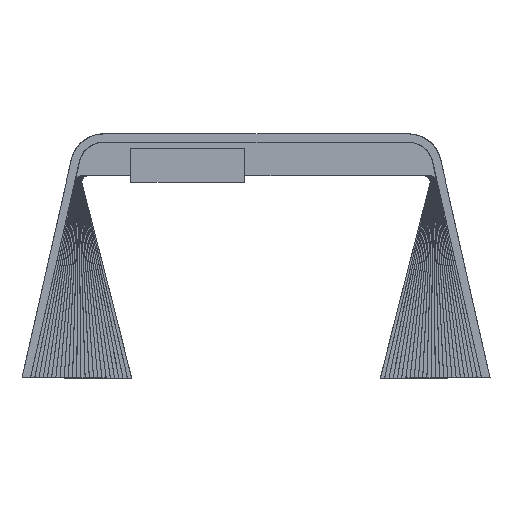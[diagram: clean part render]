
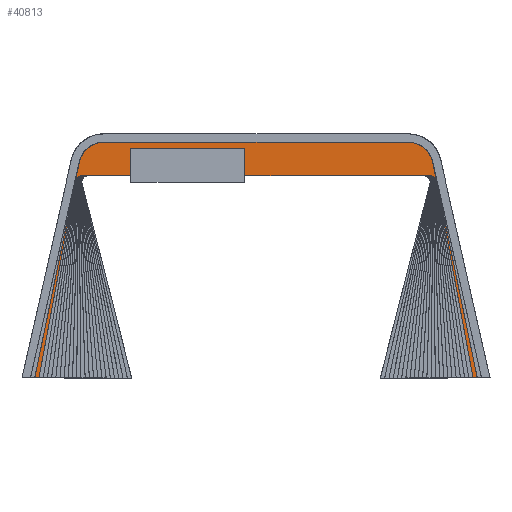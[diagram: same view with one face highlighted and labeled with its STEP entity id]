
A CAD part, top view. The second image highlights one B-rep face of the part: STEP entity #40813.
In plain terms, the highlighted free-form (B-spline) face has degree [1, 1] with [2, 2] control points.
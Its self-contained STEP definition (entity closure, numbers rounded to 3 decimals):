
#40426 = VERTEX_POINT('',#40427);
#40427 = CARTESIAN_POINT('',(1000.093,-1082.621,
    -53.408));
#40813 = ADVANCED_FACE('',(#40814),#40946,.T.);
#40814 = FACE_BOUND('',#40815,.T.);
#40815 = EDGE_LOOP('',(#40816,#40825,#40833,#40840,#40847,#40855,#40862,
    #40870,#40877,#40884,#40892,#40899,#40904,#40911,#40919,#40926,
    #40934,#40941));
#40816 = ORIENTED_EDGE('',*,*,#40817,.T.);
#40817 = EDGE_CURVE('',#40818,#40820,#40822,.T.);
#40818 = VERTEX_POINT('',#40819);
#40819 = CARTESIAN_POINT('',(-963.118,-1082.621,
    -53.408));
#40820 = VERTEX_POINT('',#40821);
#40821 = CARTESIAN_POINT('',(-800.244,-209.605,
    -53.408));
#40822 = B_SPLINE_CURVE_WITH_KNOTS('',1,(#40823,#40824),.UNSPECIFIED.,
  .F.,.F.,(2,2),(-598.617,0.),.PIECEWISE_BEZIER_KNOTS.);
#40823 = CARTESIAN_POINT('',(-963.118,-1082.621,
    -53.408));
#40824 = CARTESIAN_POINT('',(-800.244,-209.605,
    -53.408));
#40825 = ORIENTED_EDGE('',*,*,#40826,.T.);
#40826 = EDGE_CURVE('',#40820,#40827,#40829,.T.);
#40827 = VERTEX_POINT('',#40828);
#40828 = CARTESIAN_POINT('',(-770.712,-185.073,
    -53.408));
#40829 = ( BOUNDED_CURVE() B_SPLINE_CURVE(2,(#40830,#40831,#40832),
.UNSPECIFIED.,.F.,.F.) B_SPLINE_CURVE_WITH_KNOTS((3,3),(3.326,
4.712),.PIECEWISE_BEZIER_KNOTS.) CURVE() 
GEOMETRIC_REPRESENTATION_ITEM() RATIONAL_B_SPLINE_CURVE((1.,
0.769,1.)) REPRESENTATION_ITEM('') );
#40830 = CARTESIAN_POINT('',(-800.244,-209.605,
    -53.408));
#40831 = CARTESIAN_POINT('',(-795.667,-185.073,
    -53.408));
#40832 = CARTESIAN_POINT('',(-770.712,-185.073,
    -53.408));
#40833 = ORIENTED_EDGE('',*,*,#40834,.T.);
#40834 = EDGE_CURVE('',#40827,#40835,#40837,.T.);
#40835 = VERTEX_POINT('',#40836);
#40836 = CARTESIAN_POINT('',(-526.288,-185.073,
    -53.408));
#40837 = B_SPLINE_CURVE_WITH_KNOTS('',1,(#40838,#40839),.UNSPECIFIED.,
  .F.,.F.,(2,2),(-64.344,100.412),
  .PIECEWISE_BEZIER_KNOTS.);
#40838 = CARTESIAN_POINT('',(-770.712,-185.073,
    -53.408));
#40839 = CARTESIAN_POINT('',(-526.288,-185.073,
    -53.408));
#40840 = ORIENTED_EDGE('',*,*,#40841,.T.);
#40841 = EDGE_CURVE('',#40835,#40842,#40844,.T.);
#40842 = VERTEX_POINT('',#40843);
#40843 = CARTESIAN_POINT('',(-526.288,-67.131,
    -53.408));
#40844 = B_SPLINE_CURVE_WITH_KNOTS('',1,(#40845,#40846),.UNSPECIFIED.,
  .F.,.F.,(2,2),(-24.75,54.75),.PIECEWISE_BEZIER_KNOTS.);
#40845 = CARTESIAN_POINT('',(-526.288,-185.073,
    -53.408));
#40846 = CARTESIAN_POINT('',(-526.288,-67.131,
    -53.408));
#40847 = ORIENTED_EDGE('',*,*,#40848,.F.);
#40848 = EDGE_CURVE('',#40849,#40842,#40851,.T.);
#40849 = VERTEX_POINT('',#40850);
#40850 = CARTESIAN_POINT('',(-525.546,-66.389,
    -53.408));
#40851 = ( BOUNDED_CURVE() B_SPLINE_CURVE(2,(#40852,#40853,#40854),
.UNSPECIFIED.,.F.,.F.) B_SPLINE_CURVE_WITH_KNOTS((3,3),(1.571,
3.142),.PIECEWISE_BEZIER_KNOTS.) CURVE() 
GEOMETRIC_REPRESENTATION_ITEM() RATIONAL_B_SPLINE_CURVE((1.,
0.707,1.)) REPRESENTATION_ITEM('') );
#40852 = CARTESIAN_POINT('',(-525.546,-66.389,
    -53.408));
#40853 = CARTESIAN_POINT('',(-526.288,-66.389,
    -53.408));
#40854 = CARTESIAN_POINT('',(-526.288,-67.131,
    -53.408));
#40855 = ORIENTED_EDGE('',*,*,#40856,.T.);
#40856 = EDGE_CURVE('',#40849,#40857,#40859,.T.);
#40857 = VERTEX_POINT('',#40858);
#40858 = CARTESIAN_POINT('',(-81.223,-66.389,
    -53.408));
#40859 = B_SPLINE_CURVE_WITH_KNOTS('',1,(#40860,#40861),.UNSPECIFIED.,
  .F.,.F.,(2,2),(100.912,400.412),.PIECEWISE_BEZIER_KNOTS.);
#40860 = CARTESIAN_POINT('',(-525.546,-66.389,
    -53.408));
#40861 = CARTESIAN_POINT('',(-81.223,-66.389,
    -53.408));
#40862 = ORIENTED_EDGE('',*,*,#40863,.F.);
#40863 = EDGE_CURVE('',#40864,#40857,#40866,.T.);
#40864 = VERTEX_POINT('',#40865);
#40865 = CARTESIAN_POINT('',(-80.481,-67.131,
    -53.408));
#40866 = ( BOUNDED_CURVE() B_SPLINE_CURVE(2,(#40867,#40868,#40869),
.UNSPECIFIED.,.F.,.F.) B_SPLINE_CURVE_WITH_KNOTS((3,3),(0.,
1.571),.PIECEWISE_BEZIER_KNOTS.) CURVE() 
GEOMETRIC_REPRESENTATION_ITEM() RATIONAL_B_SPLINE_CURVE((1.,
0.707,1.)) REPRESENTATION_ITEM('') );
#40867 = CARTESIAN_POINT('',(-80.481,-67.131,
    -53.408));
#40868 = CARTESIAN_POINT('',(-80.481,-66.389,
    -53.408));
#40869 = CARTESIAN_POINT('',(-81.223,-66.389,
    -53.408));
#40870 = ORIENTED_EDGE('',*,*,#40871,.T.);
#40871 = EDGE_CURVE('',#40864,#40872,#40874,.T.);
#40872 = VERTEX_POINT('',#40873);
#40873 = CARTESIAN_POINT('',(-80.481,-185.073,
    -53.408));
#40874 = B_SPLINE_CURVE_WITH_KNOTS('',1,(#40875,#40876),.UNSPECIFIED.,
  .F.,.F.,(2,2),(-54.75,24.75),.PIECEWISE_BEZIER_KNOTS.);
#40875 = CARTESIAN_POINT('',(-80.481,-67.131,
    -53.408));
#40876 = CARTESIAN_POINT('',(-80.481,-185.073,
    -53.408));
#40877 = ORIENTED_EDGE('',*,*,#40878,.T.);
#40878 = EDGE_CURVE('',#40872,#40879,#40881,.T.);
#40879 = VERTEX_POINT('',#40880);
#40880 = CARTESIAN_POINT('',(770.712,-185.073,
    -53.408));
#40881 = B_SPLINE_CURVE_WITH_KNOTS('',1,(#40882,#40883),.UNSPECIFIED.,
  .F.,.F.,(2,2),(400.912,974.665),
  .PIECEWISE_BEZIER_KNOTS.);
#40882 = CARTESIAN_POINT('',(-80.481,-185.073,
    -53.408));
#40883 = CARTESIAN_POINT('',(770.712,-185.073,
    -53.408));
#40884 = ORIENTED_EDGE('',*,*,#40885,.T.);
#40885 = EDGE_CURVE('',#40879,#40886,#40888,.T.);
#40886 = VERTEX_POINT('',#40887);
#40887 = CARTESIAN_POINT('',(800.244,-209.605,
    -53.408));
#40888 = ( BOUNDED_CURVE() B_SPLINE_CURVE(2,(#40889,#40890,#40891),
.UNSPECIFIED.,.F.,.F.) B_SPLINE_CURVE_WITH_KNOTS((3,3),(4.712,
6.099),.PIECEWISE_BEZIER_KNOTS.) CURVE() 
GEOMETRIC_REPRESENTATION_ITEM() RATIONAL_B_SPLINE_CURVE((1.,
0.769,1.)) REPRESENTATION_ITEM('') );
#40889 = CARTESIAN_POINT('',(770.712,-185.073,
    -53.408));
#40890 = CARTESIAN_POINT('',(795.667,-185.073,
    -53.408));
#40891 = CARTESIAN_POINT('',(800.244,-209.605,
    -53.408));
#40892 = ORIENTED_EDGE('',*,*,#40893,.T.);
#40893 = EDGE_CURVE('',#40886,#40894,#40896,.T.);
#40894 = VERTEX_POINT('',#40895);
#40895 = CARTESIAN_POINT('',(963.118,-1082.621,
    -53.408));
#40896 = B_SPLINE_CURVE_WITH_KNOTS('',1,(#40897,#40898),.UNSPECIFIED.,
  .F.,.F.,(2,2),(-598.825,-0.208),
  .PIECEWISE_BEZIER_KNOTS.);
#40897 = CARTESIAN_POINT('',(800.244,-209.605,
    -53.408));
#40898 = CARTESIAN_POINT('',(963.118,-1082.621,
    -53.408));
#40899 = ORIENTED_EDGE('',*,*,#40900,.T.);
#40900 = EDGE_CURVE('',#40894,#40426,#40901,.T.);
#40901 = B_SPLINE_CURVE_WITH_KNOTS('',1,(#40902,#40903),.UNSPECIFIED.,
  .F.,.F.,(2,2),(-25.224,-0.301),
  .PIECEWISE_BEZIER_KNOTS.);
#40902 = CARTESIAN_POINT('',(963.118,-1082.621,
    -53.408));
#40903 = CARTESIAN_POINT('',(1000.093,-1082.621,
    -53.408));
#40904 = ORIENTED_EDGE('',*,*,#40905,.T.);
#40905 = EDGE_CURVE('',#40426,#40906,#40908,.T.);
#40906 = VERTEX_POINT('',#40907);
#40907 = CARTESIAN_POINT('',(820.728,-121.215,
    -53.408));
#40908 = B_SPLINE_CURVE_WITH_KNOTS('',1,(#40909,#40910),.UNSPECIFIED.,
  .F.,.F.,(2,2),(-659.226,0.),
  .PIECEWISE_BEZIER_KNOTS.);
#40909 = CARTESIAN_POINT('',(1000.093,-1082.621,
    -53.408));
#40910 = CARTESIAN_POINT('',(820.728,-121.215,
    -53.408));
#40911 = ORIENTED_EDGE('',*,*,#40912,.T.);
#40912 = EDGE_CURVE('',#40906,#40913,#40915,.T.);
#40913 = VERTEX_POINT('',#40914);
#40914 = CARTESIAN_POINT('',(675.254,-0.371,
    -53.408));
#40915 = ( BOUNDED_CURVE() B_SPLINE_CURVE(2,(#40916,#40917,#40918),
.UNSPECIFIED.,.F.,.F.) B_SPLINE_CURVE_WITH_KNOTS((3,3),(0.184,
1.571),.PIECEWISE_BEZIER_KNOTS.) CURVE() 
GEOMETRIC_REPRESENTATION_ITEM() RATIONAL_B_SPLINE_CURVE((1.,
0.769,1.)) REPRESENTATION_ITEM('') );
#40916 = CARTESIAN_POINT('',(820.728,-121.215,
    -53.408));
#40917 = CARTESIAN_POINT('',(798.183,-0.371,
    -53.408));
#40918 = CARTESIAN_POINT('',(675.254,-0.371,
    -53.408));
#40919 = ORIENTED_EDGE('',*,*,#40920,.T.);
#40920 = EDGE_CURVE('',#40913,#40921,#40923,.T.);
#40921 = VERTEX_POINT('',#40922);
#40922 = CARTESIAN_POINT('',(-675.254,-0.371,
    -53.408));
#40923 = B_SPLINE_CURVE_WITH_KNOTS('',1,(#40924,#40925),.UNSPECIFIED.,
  .F.,.F.,(2,2),(-910.321,0.),.PIECEWISE_BEZIER_KNOTS.);
#40924 = CARTESIAN_POINT('',(675.254,-0.371,
    -53.408));
#40925 = CARTESIAN_POINT('',(-675.254,-0.371,
    -53.408));
#40926 = ORIENTED_EDGE('',*,*,#40927,.T.);
#40927 = EDGE_CURVE('',#40921,#40928,#40930,.T.);
#40928 = VERTEX_POINT('',#40929);
#40929 = CARTESIAN_POINT('',(-820.728,-121.215,
    -53.408));
#40930 = ( BOUNDED_CURVE() B_SPLINE_CURVE(2,(#40931,#40932,#40933),
.UNSPECIFIED.,.F.,.F.) B_SPLINE_CURVE_WITH_KNOTS((3,3),(1.571,
2.957),.PIECEWISE_BEZIER_KNOTS.) CURVE() 
GEOMETRIC_REPRESENTATION_ITEM() RATIONAL_B_SPLINE_CURVE((1.,
0.769,1.)) REPRESENTATION_ITEM('') );
#40931 = CARTESIAN_POINT('',(-675.254,-0.371,
    -53.408));
#40932 = CARTESIAN_POINT('',(-798.183,-0.371,
    -53.408));
#40933 = CARTESIAN_POINT('',(-820.728,-121.215,
    -53.408));
#40934 = ORIENTED_EDGE('',*,*,#40935,.T.);
#40935 = EDGE_CURVE('',#40928,#40936,#40938,.T.);
#40936 = VERTEX_POINT('',#40937);
#40937 = CARTESIAN_POINT('',(-1000.093,-1082.621,
    -53.408));
#40938 = B_SPLINE_CURVE_WITH_KNOTS('',1,(#40939,#40940),.UNSPECIFIED.,
  .F.,.F.,(2,2),(-659.527,-0.301),
  .PIECEWISE_BEZIER_KNOTS.);
#40939 = CARTESIAN_POINT('',(-820.728,-121.215,
    -53.408));
#40940 = CARTESIAN_POINT('',(-1000.093,-1082.621,
    -53.408));
#40941 = ORIENTED_EDGE('',*,*,#40942,.T.);
#40942 = EDGE_CURVE('',#40936,#40818,#40943,.T.);
#40943 = B_SPLINE_CURVE_WITH_KNOTS('',1,(#40944,#40945),.UNSPECIFIED.,
  .F.,.F.,(2,2),(-25.13,-0.208),
  .PIECEWISE_BEZIER_KNOTS.);
#40944 = CARTESIAN_POINT('',(-1000.093,-1082.621,
    -53.408));
#40945 = CARTESIAN_POINT('',(-963.118,-1082.621,
    -53.408));
#40946 = B_SPLINE_SURFACE_WITH_KNOTS('',1,1,(
    (#40947,#40948)
    ,(#40949,#40950
    )),.UNSPECIFIED.,.F.,.F.,.F.,(2,2),(2,2),(-218.961,
    1129.282),(-629.75,99.75),.PIECEWISE_BEZIER_KNOTS.);
#40947 = CARTESIAN_POINT('',(-1000.093,-1082.621,
    -53.408));
#40948 = CARTESIAN_POINT('',(-1000.093,-0.371,
    -53.408));
#40949 = CARTESIAN_POINT('',(1000.093,-1082.621,
    -53.408));
#40950 = CARTESIAN_POINT('',(1000.093,-0.371,
    -53.408));
